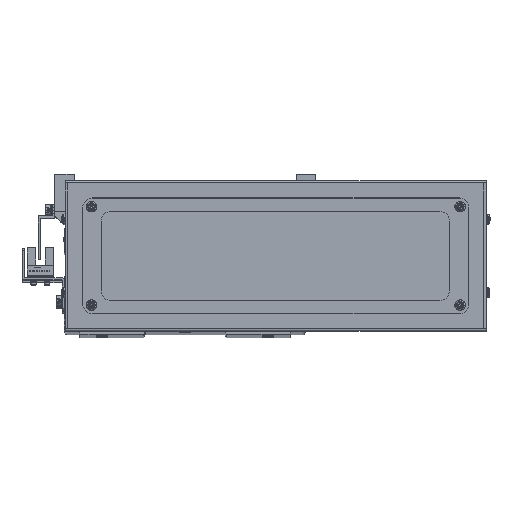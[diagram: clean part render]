
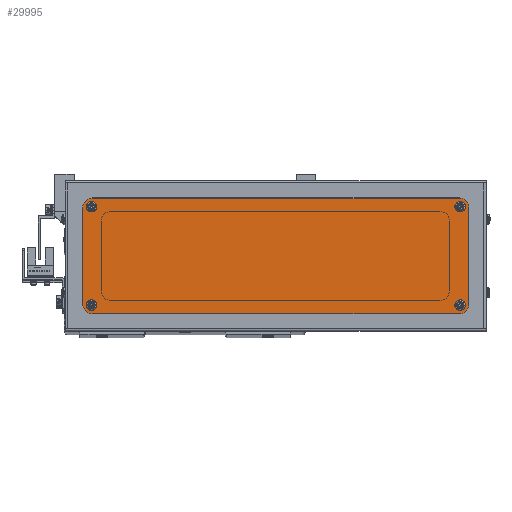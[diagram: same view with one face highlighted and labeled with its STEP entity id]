
A CAD part, top view. The second image highlights one B-rep face of the part: STEP entity #29995.
In plain terms, the highlighted planar face has unit normal (0, 0, 1).
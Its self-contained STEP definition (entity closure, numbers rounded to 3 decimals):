
#364 = DIRECTION ( 'NONE',  ( 1., 0., 0. ) ) ;
#802 = ORIENTED_EDGE ( 'NONE', *, *, #14890, .F. ) ;
#885 = CARTESIAN_POINT ( 'NONE',  ( 100., 25., 2. ) ) ;
#2227 = VERTEX_POINT ( 'NONE', #62599 ) ;
#2583 = EDGE_LOOP ( 'NONE', ( #50483, #51829 ) ) ;
#3270 = CIRCLE ( 'NONE', #63517, 1.7 ) ;
#3313 = DIRECTION ( 'NONE',  ( 1., 0., 0. ) ) ;
#3327 = EDGE_CURVE ( 'NONE', #36771, #19001, #44487, .T. ) ;
#3475 = CARTESIAN_POINT ( 'NONE',  ( -95., 30., 2. ) ) ;
#4289 = CIRCLE ( 'NONE', #32254, 1.7 ) ;
#5078 = DIRECTION ( 'NONE',  ( 0., 0., 1. ) ) ;
#5891 = VERTEX_POINT ( 'NONE', #83628 ) ;
#7635 = DIRECTION ( 'NONE',  ( 0., 1., 0. ) ) ;
#7722 = CARTESIAN_POINT ( 'NONE',  ( -95., 30., 2. ) ) ;
#9210 = CARTESIAN_POINT ( 'NONE',  ( 95.5, -25.5, 2. ) ) ;
#9310 = ORIENTED_EDGE ( 'NONE', *, *, #47860, .F. ) ;
#9334 = CARTESIAN_POINT ( 'NONE',  ( 95., 30., 2. ) ) ;
#9808 = ORIENTED_EDGE ( 'NONE', *, *, #77756, .T. ) ;
#10921 = EDGE_CURVE ( 'NONE', #55800, #5891, #28797, .T. ) ;
#12316 = EDGE_CURVE ( 'NONE', #22174, #76930, #3270, .T. ) ;
#13992 = EDGE_CURVE ( 'NONE', #19001, #55800, #15993, .T. ) ;
#14048 = CARTESIAN_POINT ( 'NONE',  ( 95.5, 25.5, 2. ) ) ;
#14890 = EDGE_CURVE ( 'NONE', #54025, #86391, #32268, .T. ) ;
#15972 = DIRECTION ( 'NONE',  ( 1., 0., 0. ) ) ;
#15993 = CIRCLE ( 'NONE', #71644, 5. ) ;
#16292 = CARTESIAN_POINT ( 'NONE',  ( -100., 25., 2. ) ) ;
#16322 = LINE ( 'NONE', #83829, #86059 ) ;
#17603 = PLANE ( 'NONE',  #30204 ) ;
#17636 = ORIENTED_EDGE ( 'NONE', *, *, #34821, .F. ) ;
#18390 = CARTESIAN_POINT ( 'NONE',  ( -93.8, 25.5, 2. ) ) ;
#18659 = ORIENTED_EDGE ( 'NONE', *, *, #64281, .T. ) ;
#19001 = VERTEX_POINT ( 'NONE', #7722 ) ;
#19866 = DIRECTION ( 'NONE',  ( 0., 0., 1. ) ) ;
#20839 = DIRECTION ( 'NONE',  ( 1., 0., 0. ) ) ;
#22070 = CARTESIAN_POINT ( 'NONE',  ( 97.2, 25.5, 2. ) ) ;
#22174 = VERTEX_POINT ( 'NONE', #18390 ) ;
#22374 = DIRECTION ( 'NONE',  ( 0., 0., 1. ) ) ;
#24375 = DIRECTION ( 'NONE',  ( 0., 0., 1. ) ) ;
#24982 = FACE_BOUND ( 'NONE', #2583, .T. ) ;
#27136 = CARTESIAN_POINT ( 'NONE',  ( -95., -25., 2. ) ) ;
#28285 = ORIENTED_EDGE ( 'NONE', *, *, #59150, .F. ) ;
#28654 = VECTOR ( 'NONE', #50651, 1000. ) ;
#28797 = LINE ( 'NONE', #46563, #46761 ) ;
#29198 = FACE_BOUND ( 'NONE', #76749, .T. ) ;
#29790 = VERTEX_POINT ( 'NONE', #55898 ) ;
#29995 = ADVANCED_FACE ( 'NONE', ( #29198, #42899, #78879, #24982, #62935 ), #17603, .T. ) ;
#30204 = AXIS2_PLACEMENT_3D ( 'NONE', #64757, #24375, #71642 ) ;
#30428 = CIRCLE ( 'NONE', #68587, 1.7 ) ;
#30656 = VERTEX_POINT ( 'NONE', #53991 ) ;
#30841 = VERTEX_POINT ( 'NONE', #62813 ) ;
#31196 = CARTESIAN_POINT ( 'NONE',  ( 95., -25., 2. ) ) ;
#31640 = AXIS2_PLACEMENT_3D ( 'NONE', #27136, #74343, #33894 ) ;
#32129 = AXIS2_PLACEMENT_3D ( 'NONE', #62766, #22374, #69639 ) ;
#32254 = AXIS2_PLACEMENT_3D ( 'NONE', #9210, #56333, #15972 ) ;
#32268 = CIRCLE ( 'NONE', #78474, 1.7 ) ;
#32416 = VERTEX_POINT ( 'NONE', #75290 ) ;
#33091 = CARTESIAN_POINT ( 'NONE',  ( -95., 25., 2. ) ) ;
#33894 = DIRECTION ( 'NONE',  ( 1., 0., 0. ) ) ;
#34491 = CARTESIAN_POINT ( 'NONE',  ( 97.2, -25.5, 2. ) ) ;
#34821 = EDGE_CURVE ( 'NONE', #86391, #54025, #43037, .T. ) ;
#35692 = VECTOR ( 'NONE', #7635, 1000. ) ;
#36366 = DIRECTION ( 'NONE',  ( 0., 0., 1. ) ) ;
#36771 = VERTEX_POINT ( 'NONE', #9334 ) ;
#36980 = CARTESIAN_POINT ( 'NONE',  ( 95., 25., 2. ) ) ;
#37357 = EDGE_CURVE ( 'NONE', #57776, #32416, #71309, .T. ) ;
#37989 = DIRECTION ( 'NONE',  ( 1., 0., 0. ) ) ;
#38236 = EDGE_LOOP ( 'NONE', ( #17636, #802 ) ) ;
#38361 = CIRCLE ( 'NONE', #32129, 1.7 ) ;
#39874 = DIRECTION ( 'NONE',  ( 1., 0., 0. ) ) ;
#40715 = DIRECTION ( 'NONE',  ( 0., 0., 1. ) ) ;
#42899 = FACE_BOUND ( 'NONE', #66251, .T. ) ;
#42948 = CARTESIAN_POINT ( 'NONE',  ( -97.2, -25.5, 2. ) ) ;
#43037 = CIRCLE ( 'NONE', #55008, 1.7 ) ;
#43651 = DIRECTION ( 'NONE',  ( 1., 0., 0. ) ) ;
#43680 = DIRECTION ( 'NONE',  ( 0., 0., 1. ) ) ;
#43734 = DIRECTION ( 'NONE',  ( 1., 0., 0. ) ) ;
#44487 = LINE ( 'NONE', #3475, #28654 ) ;
#45431 = CARTESIAN_POINT ( 'NONE',  ( -95.5, -25.5, 2. ) ) ;
#46111 = CARTESIAN_POINT ( 'NONE',  ( -97.2, 25.5, 2. ) ) ;
#46142 = ORIENTED_EDGE ( 'NONE', *, *, #83641, .T. ) ;
#46265 = ORIENTED_EDGE ( 'NONE', *, *, #64666, .T. ) ;
#46563 = CARTESIAN_POINT ( 'NONE',  ( -100., -25., 2. ) ) ;
#46761 = VECTOR ( 'NONE', #60075, 1000. ) ;
#47568 = CARTESIAN_POINT ( 'NONE',  ( 93.8, -25.5, 2. ) ) ;
#47860 = EDGE_CURVE ( 'NONE', #32416, #57776, #85483, .T. ) ;
#50483 = ORIENTED_EDGE ( 'NONE', *, *, #72722, .F. ) ;
#50651 = DIRECTION ( 'NONE',  ( -1., 0., 0. ) ) ;
#51829 = ORIENTED_EDGE ( 'NONE', *, *, #12316, .F. ) ;
#52215 = DIRECTION ( 'NONE',  ( 1., 0., 0. ) ) ;
#53144 = ORIENTED_EDGE ( 'NONE', *, *, #62326, .T. ) ;
#53961 = CIRCLE ( 'NONE', #31640, 5. ) ;
#53991 = CARTESIAN_POINT ( 'NONE',  ( 95., -30., 2. ) ) ;
#54025 = VERTEX_POINT ( 'NONE', #58384 ) ;
#55008 = AXIS2_PLACEMENT_3D ( 'NONE', #84152, #43680, #3313 ) ;
#55800 = VERTEX_POINT ( 'NONE', #16292 ) ;
#55898 = CARTESIAN_POINT ( 'NONE',  ( -95., -30., 2. ) ) ;
#56333 = DIRECTION ( 'NONE',  ( 0., 0., 1. ) ) ;
#57776 = VERTEX_POINT ( 'NONE', #22070 ) ;
#58097 = CIRCLE ( 'NONE', #75182, 5. ) ;
#58384 = CARTESIAN_POINT ( 'NONE',  ( -93.8, -25.5, 2. ) ) ;
#59150 = EDGE_CURVE ( 'NONE', #87458, #70239, #30428, .T. ) ;
#60075 = DIRECTION ( 'NONE',  ( 0., -1., 0. ) ) ;
#60183 = CARTESIAN_POINT ( 'NONE',  ( -95.5, 25.5, 2. ) ) ;
#61177 = DIRECTION ( 'NONE',  ( 0., 0., 1. ) ) ;
#61809 = ORIENTED_EDGE ( 'NONE', *, *, #3327, .T. ) ;
#62224 = CIRCLE ( 'NONE', #66757, 5. ) ;
#62326 = EDGE_CURVE ( 'NONE', #29790, #30656, #16322, .T. ) ;
#62599 = CARTESIAN_POINT ( 'NONE',  ( 100., 25., 2. ) ) ;
#62766 = CARTESIAN_POINT ( 'NONE',  ( -95.5, 25.5, 2. ) ) ;
#62813 = CARTESIAN_POINT ( 'NONE',  ( 100., -25., 2. ) ) ;
#62935 = FACE_BOUND ( 'NONE', #38236, .T. ) ;
#63517 = AXIS2_PLACEMENT_3D ( 'NONE', #60183, #19866, #67028 ) ;
#64281 = EDGE_CURVE ( 'NONE', #5891, #29790, #53961, .T. ) ;
#64666 = EDGE_CURVE ( 'NONE', #30656, #30841, #58097, .T. ) ;
#64757 = CARTESIAN_POINT ( 'NONE',  ( -95., -25., 2. ) ) ;
#66251 = EDGE_LOOP ( 'NONE', ( #9310, #77084 ) ) ;
#66757 = AXIS2_PLACEMENT_3D ( 'NONE', #36980, #84204, #43734 ) ;
#67028 = DIRECTION ( 'NONE',  ( 1., 0., 0. ) ) ;
#68587 = AXIS2_PLACEMENT_3D ( 'NONE', #81187, #40715, #364 ) ;
#69639 = DIRECTION ( 'NONE',  ( 1., 0., 0. ) ) ;
#69903 = EDGE_LOOP ( 'NONE', ( #18659, #53144, #46265, #9808, #46142, #61809, #86414, #74453 ) ) ;
#70239 = VERTEX_POINT ( 'NONE', #47568 ) ;
#71309 = CIRCLE ( 'NONE', #71678, 1.7 ) ;
#71632 = LINE ( 'NONE', #885, #35692 ) ;
#71642 = DIRECTION ( 'NONE',  ( 1., 0., 0. ) ) ;
#71644 = AXIS2_PLACEMENT_3D ( 'NONE', #33091, #80351, #39874 ) ;
#71678 = AXIS2_PLACEMENT_3D ( 'NONE', #76811, #36366, #83565 ) ;
#72722 = EDGE_CURVE ( 'NONE', #76930, #22174, #38361, .T. ) ;
#74343 = DIRECTION ( 'NONE',  ( 0., 0., 1. ) ) ;
#74453 = ORIENTED_EDGE ( 'NONE', *, *, #10921, .T. ) ;
#74661 = EDGE_CURVE ( 'NONE', #70239, #87458, #4289, .T. ) ;
#75182 = AXIS2_PLACEMENT_3D ( 'NONE', #31196, #78441, #37989 ) ;
#75290 = CARTESIAN_POINT ( 'NONE',  ( 93.8, 25.5, 2. ) ) ;
#76749 = EDGE_LOOP ( 'NONE', ( #80431, #28285 ) ) ;
#76811 = CARTESIAN_POINT ( 'NONE',  ( 95.5, 25.5, 2. ) ) ;
#76930 = VERTEX_POINT ( 'NONE', #46111 ) ;
#77084 = ORIENTED_EDGE ( 'NONE', *, *, #37357, .F. ) ;
#77756 = EDGE_CURVE ( 'NONE', #30841, #2227, #71632, .T. ) ;
#78441 = DIRECTION ( 'NONE',  ( 0., 0., 1. ) ) ;
#78474 = AXIS2_PLACEMENT_3D ( 'NONE', #45431, #5078, #52215 ) ;
#78879 = FACE_OUTER_BOUND ( 'NONE', #69903, .T. ) ;
#80351 = DIRECTION ( 'NONE',  ( 0., 0., 1. ) ) ;
#80431 = ORIENTED_EDGE ( 'NONE', *, *, #74661, .F. ) ;
#80863 = AXIS2_PLACEMENT_3D ( 'NONE', #14048, #61177, #20839 ) ;
#81187 = CARTESIAN_POINT ( 'NONE',  ( 95.5, -25.5, 2. ) ) ;
#83565 = DIRECTION ( 'NONE',  ( 1., 0., 0. ) ) ;
#83628 = CARTESIAN_POINT ( 'NONE',  ( -100., -25., 2. ) ) ;
#83641 = EDGE_CURVE ( 'NONE', #2227, #36771, #62224, .T. ) ;
#83829 = CARTESIAN_POINT ( 'NONE',  ( 95., -30., 2. ) ) ;
#84152 = CARTESIAN_POINT ( 'NONE',  ( -95.5, -25.5, 2. ) ) ;
#84204 = DIRECTION ( 'NONE',  ( 0., 0., 1. ) ) ;
#85483 = CIRCLE ( 'NONE', #80863, 1.7 ) ;
#86059 = VECTOR ( 'NONE', #43651, 1000. ) ;
#86391 = VERTEX_POINT ( 'NONE', #42948 ) ;
#86414 = ORIENTED_EDGE ( 'NONE', *, *, #13992, .T. ) ;
#87458 = VERTEX_POINT ( 'NONE', #34491 ) ;
